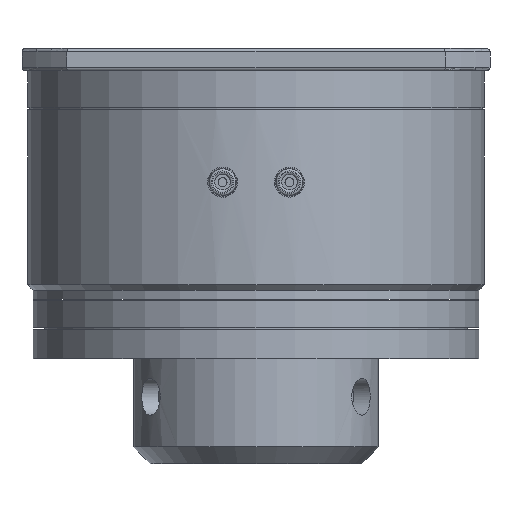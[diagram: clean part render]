
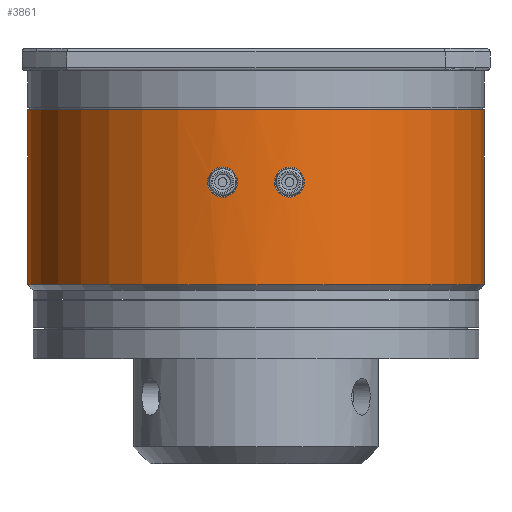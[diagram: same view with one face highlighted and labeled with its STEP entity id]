
A CAD part, front view. The second image highlights one B-rep face of the part: STEP entity #3861.
In plain terms, the highlighted cylindrical face has radius 20.5 mm (diameter 41 mm), a full revolution.
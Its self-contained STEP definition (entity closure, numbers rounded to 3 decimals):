
#3685=CARTESIAN_POINT('',(4.35,-20.033,-12.));
#3686=VERTEX_POINT('',#3685);
#3687=CARTESIAN_POINT('',(1.65,-20.433,-12.));
#3688=VERTEX_POINT('',#3687);
#3689=CARTESIAN_POINT('',(4.35,-20.033,-12.));
#3690=CARTESIAN_POINT('',(4.35,-20.033,-11.83));
#3691=CARTESIAN_POINT('',(4.316,-20.041,-11.65));
#3692=CARTESIAN_POINT('',(4.179,-20.07,-11.318));
#3693=CARTESIAN_POINT('',(4.076,-20.091,-11.167));
#3694=CARTESIAN_POINT('',(3.837,-20.138,-10.927));
#3695=CARTESIAN_POINT('',(3.685,-20.167,-10.823));
#3696=CARTESIAN_POINT('',(3.352,-20.225,-10.684));
#3697=CARTESIAN_POINT('',(3.17,-20.254,-10.65));
#3698=CARTESIAN_POINT('',(2.831,-20.304,-10.65));
#3699=CARTESIAN_POINT('',(2.65,-20.329,-10.684));
#3700=CARTESIAN_POINT('',(2.317,-20.369,-10.822));
#3701=CARTESIAN_POINT('',(2.165,-20.386,-10.926));
#3702=CARTESIAN_POINT('',(1.925,-20.41,-11.166));
#3703=CARTESIAN_POINT('',(1.821,-20.419,-11.318));
#3704=CARTESIAN_POINT('',(1.684,-20.431,-11.65));
#3705=CARTESIAN_POINT('',(1.65,-20.433,-11.831));
#3706=CARTESIAN_POINT('',(1.65,-20.433,-12.));
#3707=B_SPLINE_CURVE_WITH_KNOTS('',3,(#3689,#3690,#3691,#3692,#3693,#3694,#3695,#3696,#3697,#3698,#3699,#3700,#3701,#3702,#3703,#3704,#3705,#3706),.UNSPECIFIED.,.F.,.U.,(4,2,2,2,2,2,2,2,4),(-0.818,-0.767,-0.717,-0.665,-0.613,-0.562,-0.511,-0.46,-0.409),.UNSPECIFIED.);
#3708=EDGE_CURVE('',#3686,#3688,#3707,.T.);
#3710=CARTESIAN_POINT('',(1.65,-20.433,-12.));
#3711=CARTESIAN_POINT('',(1.65,-20.433,-12.169));
#3712=CARTESIAN_POINT('',(1.684,-20.431,-12.35));
#3713=CARTESIAN_POINT('',(1.821,-20.419,-12.682));
#3714=CARTESIAN_POINT('',(1.925,-20.41,-12.834));
#3715=CARTESIAN_POINT('',(2.165,-20.386,-13.074));
#3716=CARTESIAN_POINT('',(2.317,-20.369,-13.178));
#3717=CARTESIAN_POINT('',(2.65,-20.329,-13.316));
#3718=CARTESIAN_POINT('',(2.831,-20.304,-13.35));
#3719=CARTESIAN_POINT('',(3.17,-20.254,-13.35));
#3720=CARTESIAN_POINT('',(3.352,-20.225,-13.316));
#3721=CARTESIAN_POINT('',(3.685,-20.167,-13.177));
#3722=CARTESIAN_POINT('',(3.837,-20.138,-13.073));
#3723=CARTESIAN_POINT('',(4.076,-20.091,-12.833));
#3724=CARTESIAN_POINT('',(4.179,-20.07,-12.682));
#3725=CARTESIAN_POINT('',(4.316,-20.041,-12.35));
#3726=CARTESIAN_POINT('',(4.35,-20.033,-12.17));
#3727=CARTESIAN_POINT('',(4.35,-20.033,-12.));
#3728=B_SPLINE_CURVE_WITH_KNOTS('',3,(#3710,#3711,#3712,#3713,#3714,#3715,#3716,#3717,#3718,#3719,#3720,#3721,#3722,#3723,#3724,#3725,#3726,#3727),.UNSPECIFIED.,.F.,.U.,(4,2,2,2,2,2,2,2,4),(0.409,0.46,0.511,0.562,0.613,0.665,0.717,0.767,0.818),.UNSPECIFIED.);
#3729=EDGE_CURVE('',#3688,#3686,#3728,.T.);
#3782=CARTESIAN_POINT('',(0.,0.,-29.596));
#3783=DIRECTION('',(0.0,0.0,-1.0));
#3784=DIRECTION('',(0.0,-1.0,0.0));
#3785=AXIS2_PLACEMENT_3D('',#3782,#3783,#3784);
#3786=CYLINDRICAL_SURFACE('',#3785,20.5);
#3787=CARTESIAN_POINT('',(0.,-20.5,-5.5));
#3788=VERTEX_POINT('',#3787);
#3789=CARTESIAN_POINT('',(0.,0.,-5.5));
#3790=DIRECTION('',(0.0,0.0,-1.0));
#3791=DIRECTION('',(0.0,-1.0,0.0));
#3792=AXIS2_PLACEMENT_3D('',#3789,#3790,#3791);
#3793=CIRCLE('',#3792,20.5);
#3794=EDGE_CURVE('',#3788,#3788,#3793,.T.);
#3795=ORIENTED_EDGE('',*,*,#3794,.T.);
#3796=EDGE_LOOP('',(#3795));
#3797=FACE_OUTER_BOUND('',#3796,.T.);
#3798=ORIENTED_EDGE('',*,*,#3708,.F.);
#3799=ORIENTED_EDGE('',*,*,#3729,.F.);
#3800=EDGE_LOOP('',(#3798,#3799));
#3801=FACE_BOUND('',#3800,.T.);
#3802=CARTESIAN_POINT('',(0.,-20.5,-21.2));
#3803=VERTEX_POINT('',#3802);
#3804=CARTESIAN_POINT('',(0.,0.,-21.2));
#3805=DIRECTION('',(0.0,0.0,1.0));
#3806=DIRECTION('',(0.0,-1.0,0.0));
#3807=AXIS2_PLACEMENT_3D('',#3804,#3805,#3806);
#3808=CIRCLE('',#3807,20.5);
#3809=EDGE_CURVE('',#3803,#3803,#3808,.T.);
#3810=ORIENTED_EDGE('',*,*,#3809,.T.);
#3811=EDGE_LOOP('',(#3810));
#3812=FACE_BOUND('',#3811,.T.);
#3813=CARTESIAN_POINT('',(-1.65,-20.433,-12.));
#3814=VERTEX_POINT('',#3813);
#3815=CARTESIAN_POINT('',(-4.35,-20.033,-12.));
#3816=VERTEX_POINT('',#3815);
#3817=CARTESIAN_POINT('',(-1.65,-20.433,-12.0));
#3818=CARTESIAN_POINT('',(-1.65,-20.433,-11.831));
#3819=CARTESIAN_POINT('',(-1.684,-20.431,-11.65));
#3820=CARTESIAN_POINT('',(-1.821,-20.419,-11.318));
#3821=CARTESIAN_POINT('',(-1.925,-20.41,-11.166));
#3822=CARTESIAN_POINT('',(-2.165,-20.386,-10.926));
#3823=CARTESIAN_POINT('',(-2.317,-20.369,-10.822));
#3824=CARTESIAN_POINT('',(-2.65,-20.329,-10.684));
#3825=CARTESIAN_POINT('',(-2.831,-20.304,-10.65));
#3826=CARTESIAN_POINT('',(-3.17,-20.254,-10.65));
#3827=CARTESIAN_POINT('',(-3.352,-20.225,-10.684));
#3828=CARTESIAN_POINT('',(-3.685,-20.167,-10.823));
#3829=CARTESIAN_POINT('',(-3.837,-20.138,-10.927));
#3830=CARTESIAN_POINT('',(-4.076,-20.091,-11.167));
#3831=CARTESIAN_POINT('',(-4.179,-20.07,-11.318));
#3832=CARTESIAN_POINT('',(-4.316,-20.041,-11.65));
#3833=CARTESIAN_POINT('',(-4.35,-20.033,-11.83));
#3834=CARTESIAN_POINT('',(-4.35,-20.033,-12.));
#3835=B_SPLINE_CURVE_WITH_KNOTS('',3,(#3817,#3818,#3819,#3820,#3821,#3822,#3823,#3824,#3825,#3826,#3827,#3828,#3829,#3830,#3831,#3832,#3833,#3834),.UNSPECIFIED.,.F.,.U.,(4,2,2,2,2,2,2,2,4),(0.0,0.051,0.102,0.153,0.204,0.256,0.307,0.358,0.409),.UNSPECIFIED.);
#3836=EDGE_CURVE('',#3814,#3816,#3835,.T.);
#3837=ORIENTED_EDGE('',*,*,#3836,.F.);
#3838=CARTESIAN_POINT('',(-4.35,-20.033,-12.));
#3839=CARTESIAN_POINT('',(-4.35,-20.033,-12.17));
#3840=CARTESIAN_POINT('',(-4.316,-20.041,-12.35));
#3841=CARTESIAN_POINT('',(-4.179,-20.07,-12.682));
#3842=CARTESIAN_POINT('',(-4.076,-20.091,-12.833));
#3843=CARTESIAN_POINT('',(-3.837,-20.138,-13.073));
#3844=CARTESIAN_POINT('',(-3.685,-20.167,-13.177));
#3845=CARTESIAN_POINT('',(-3.352,-20.225,-13.316));
#3846=CARTESIAN_POINT('',(-3.17,-20.254,-13.35));
#3847=CARTESIAN_POINT('',(-2.831,-20.304,-13.35));
#3848=CARTESIAN_POINT('',(-2.65,-20.329,-13.316));
#3849=CARTESIAN_POINT('',(-2.317,-20.369,-13.178));
#3850=CARTESIAN_POINT('',(-2.165,-20.386,-13.074));
#3851=CARTESIAN_POINT('',(-1.925,-20.41,-12.834));
#3852=CARTESIAN_POINT('',(-1.821,-20.419,-12.682));
#3853=CARTESIAN_POINT('',(-1.684,-20.431,-12.35));
#3854=CARTESIAN_POINT('',(-1.65,-20.433,-12.169));
#3855=CARTESIAN_POINT('',(-1.65,-20.433,-12.));
#3856=B_SPLINE_CURVE_WITH_KNOTS('',3,(#3838,#3839,#3840,#3841,#3842,#3843,#3844,#3845,#3846,#3847,#3848,#3849,#3850,#3851,#3852,#3853,#3854,#3855),.UNSPECIFIED.,.F.,.U.,(4,2,2,2,2,2,2,2,4),(0.409,0.46,0.511,0.563,0.614,0.665,0.717,0.768,0.818),.UNSPECIFIED.);
#3857=EDGE_CURVE('',#3816,#3814,#3856,.T.);
#3858=ORIENTED_EDGE('',*,*,#3857,.F.);
#3859=EDGE_LOOP('',(#3837,#3858));
#3860=FACE_BOUND('',#3859,.T.);
#3861=ADVANCED_FACE('',(#3797,#3801,#3812,#3860),#3786,.T.);
